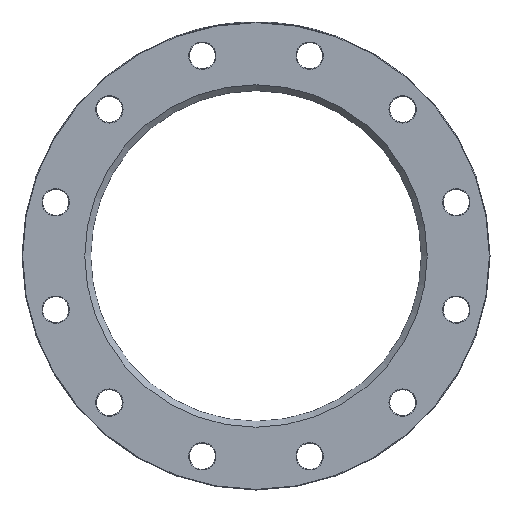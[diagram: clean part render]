
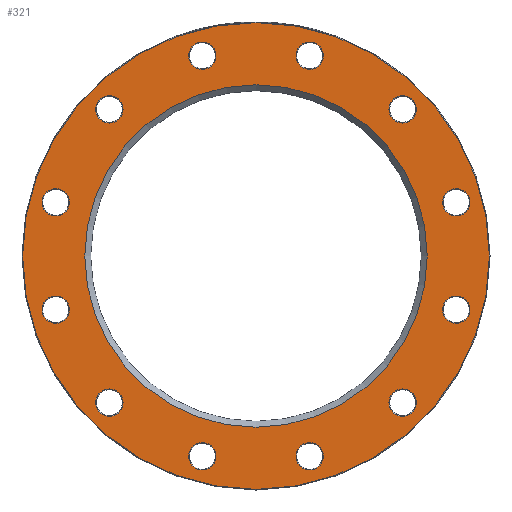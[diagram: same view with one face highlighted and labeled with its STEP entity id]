
A CAD part, left-side view. The second image highlights one B-rep face of the part: STEP entity #321.
In plain terms, the highlighted planar face has unit normal (-1, 0, 0).
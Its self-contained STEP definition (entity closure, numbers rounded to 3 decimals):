
#47 = AXIS2_PLACEMENT_3D ( 'NONE', #4711, #7035, #1336 ) ;
#61 = VERTEX_POINT ( 'NONE', #1740 ) ;
#78 = EDGE_LOOP ( 'NONE', ( #4632 ) ) ;
#252 = VERTEX_POINT ( 'NONE', #3026 ) ;
#280 = EDGE_LOOP ( 'NONE', ( #2959 ) ) ;
#286 = DIRECTION ( 'NONE',  ( 0., 0., -1. ) ) ;
#287 = CARTESIAN_POINT ( 'NONE',  ( 0., -123.744, 112.244 ) ) ;
#321 = ADVANCED_FACE ( 'NONE', ( #4970, #480, #2192, #7216, #6144, #6699, #1630, #6109, #2624, #2156, #7253, #4407, #519, #4894 ), #6073, .F. ) ;
#443 = EDGE_CURVE ( 'NONE', #4374, #4374, #5609, .T. ) ;
#480 = FACE_OUTER_BOUND ( 'NONE', #78, .T. ) ;
#486 = ORIENTED_EDGE ( 'NONE', *, *, #6456, .T. ) ;
#519 = FACE_BOUND ( 'NONE', #1671, .T. ) ;
#587 = DIRECTION ( 'NONE',  ( 0., 0., -1. ) ) ;
#638 = EDGE_CURVE ( 'NONE', #934, #934, #992, .T. ) ;
#662 = EDGE_CURVE ( 'NONE', #61, #61, #1347, .T. ) ;
#675 = DIRECTION ( 'NONE',  ( -1., 0., 0. ) ) ;
#682 = EDGE_LOOP ( 'NONE', ( #756 ) ) ;
#692 = DIRECTION ( 'NONE',  ( 0., 0., -1. ) ) ;
#756 = ORIENTED_EDGE ( 'NONE', *, *, #5261, .T. ) ;
#813 = DIRECTION ( 'NONE',  ( 0., 0., -1. ) ) ;
#885 = CARTESIAN_POINT ( 'NONE',  ( 0., 123.744, 123.744 ) ) ;
#934 = VERTEX_POINT ( 'NONE', #6589 ) ;
#970 = AXIS2_PLACEMENT_3D ( 'NONE', #3673, #5538, #1014 ) ;
#992 = CIRCLE ( 'NONE', #3955, 11.5 ) ;
#1014 = DIRECTION ( 'NONE',  ( 0., 0., -1. ) ) ;
#1048 = CIRCLE ( 'NONE', #1171, 11.5 ) ;
#1074 = DIRECTION ( 'NONE',  ( 1., 0., 0. ) ) ;
#1171 = AXIS2_PLACEMENT_3D ( 'NONE', #6388, #5213, #692 ) ;
#1336 = DIRECTION ( 'NONE',  ( 0., 0., -1. ) ) ;
#1347 = CIRCLE ( 'NONE', #5136, 11.5 ) ;
#1398 = CIRCLE ( 'NONE', #5544, 11.5 ) ;
#1410 = AXIS2_PLACEMENT_3D ( 'NONE', #5746, #675, #6411 ) ;
#1413 = CARTESIAN_POINT ( 'NONE',  ( 0., 45.293, 169.037 ) ) ;
#1437 = DIRECTION ( 'NONE',  ( 0., 0., -1. ) ) ;
#1441 = VERTEX_POINT ( 'NONE', #2988 ) ;
#1520 = CARTESIAN_POINT ( 'NONE',  ( 0., 139.5, 0. ) ) ;
#1573 = EDGE_LOOP ( 'NONE', ( #3206 ) ) ;
#1628 = DIRECTION ( 'NONE',  ( 0., 0., -1. ) ) ;
#1630 = FACE_BOUND ( 'NONE', #5777, .T. ) ;
#1662 = EDGE_CURVE ( 'NONE', #6318, #6318, #7271, .T. ) ;
#1671 = EDGE_LOOP ( 'NONE', ( #7124 ) ) ;
#1672 = CARTESIAN_POINT ( 'NONE',  ( 0., -45.293, -180.537 ) ) ;
#1740 = CARTESIAN_POINT ( 'NONE',  ( 0., 169.037, -56.793 ) ) ;
#1758 = CIRCLE ( 'NONE', #5899, 11.5 ) ;
#1776 = CARTESIAN_POINT ( 'NONE',  ( 0., 169.037, 33.793 ) ) ;
#1844 = CARTESIAN_POINT ( 'NONE',  ( 0., -123.744, -123.744 ) ) ;
#1849 = VERTEX_POINT ( 'NONE', #6282 ) ;
#1857 = EDGE_LOOP ( 'NONE', ( #5375 ) ) ;
#1919 = CARTESIAN_POINT ( 'NONE',  ( 0., 0., 0. ) ) ;
#1960 = DIRECTION ( 'NONE',  ( 1., 0., 0. ) ) ;
#1986 = AXIS2_PLACEMENT_3D ( 'NONE', #1919, #3564, #4211 ) ;
#2001 = CARTESIAN_POINT ( 'NONE',  ( 0., -169.037, -45.293 ) ) ;
#2098 = EDGE_CURVE ( 'NONE', #1849, #1849, #4938, .T. ) ;
#2156 = FACE_BOUND ( 'NONE', #2699, .T. ) ;
#2192 = FACE_BOUND ( 'NONE', #6169, .T. ) ;
#2253 = DIRECTION ( 'NONE',  ( 0., 0., -1. ) ) ;
#2420 = EDGE_CURVE ( 'NONE', #6839, #6839, #2852, .T. ) ;
#2448 = EDGE_LOOP ( 'NONE', ( #4318 ) ) ;
#2510 = CARTESIAN_POINT ( 'NONE',  ( 0., -169.037, -56.793 ) ) ;
#2555 = DIRECTION ( 'NONE',  ( 1., 0., 0. ) ) ;
#2558 = EDGE_LOOP ( 'NONE', ( #6935 ) ) ;
#2624 = FACE_BOUND ( 'NONE', #1857, .T. ) ;
#2643 = AXIS2_PLACEMENT_3D ( 'NONE', #6179, #5699, #587 ) ;
#2699 = EDGE_LOOP ( 'NONE', ( #3368 ) ) ;
#2732 = CARTESIAN_POINT ( 'NONE',  ( 0., -123.744, 123.744 ) ) ;
#2830 = CARTESIAN_POINT ( 'NONE',  ( 0., 169.037, -45.293 ) ) ;
#2852 = CIRCLE ( 'NONE', #970, 11.5 ) ;
#2959 = ORIENTED_EDGE ( 'NONE', *, *, #5355, .T. ) ;
#2963 = CIRCLE ( 'NONE', #5939, 11.5 ) ;
#2988 = CARTESIAN_POINT ( 'NONE',  ( 0., -123.744, -135.244 ) ) ;
#3026 = CARTESIAN_POINT ( 'NONE',  ( 0., 0., -197. ) ) ;
#3064 = DIRECTION ( 'NONE',  ( 1., 0., 0. ) ) ;
#3206 = ORIENTED_EDGE ( 'NONE', *, *, #7282, .T. ) ;
#3317 = DIRECTION ( 'NONE',  ( 1., 0., 0. ) ) ;
#3368 = ORIENTED_EDGE ( 'NONE', *, *, #443, .T. ) ;
#3544 = AXIS2_PLACEMENT_3D ( 'NONE', #885, #1960, #1437 ) ;
#3564 = DIRECTION ( 'NONE',  ( 1., 0., 0. ) ) ;
#3611 = VERTEX_POINT ( 'NONE', #2510 ) ;
#3673 = CARTESIAN_POINT ( 'NONE',  ( 0., -169.037, 45.293 ) ) ;
#3681 = EDGE_LOOP ( 'NONE', ( #6078 ) ) ;
#3689 = CARTESIAN_POINT ( 'NONE',  ( 0., 45.293, -180.537 ) ) ;
#3919 = AXIS2_PLACEMENT_3D ( 'NONE', #1413, #2555, #5853 ) ;
#3955 = AXIS2_PLACEMENT_3D ( 'NONE', #7285, #6792, #2253 ) ;
#4085 = EDGE_LOOP ( 'NONE', ( #4870 ) ) ;
#4094 = DIRECTION ( 'NONE',  ( 0., 0., -1. ) ) ;
#4098 = VERTEX_POINT ( 'NONE', #5805 ) ;
#4140 = CARTESIAN_POINT ( 'NONE',  ( 0., 45.293, 157.537 ) ) ;
#4211 = DIRECTION ( 'NONE',  ( 0., 0., -1. ) ) ;
#4318 = ORIENTED_EDGE ( 'NONE', *, *, #1662, .T. ) ;
#4374 = VERTEX_POINT ( 'NONE', #1672 ) ;
#4407 = FACE_BOUND ( 'NONE', #280, .T. ) ;
#4538 = AXIS2_PLACEMENT_3D ( 'NONE', #1520, #1074, #5010 ) ;
#4575 = DIRECTION ( 'NONE',  ( 0., 0., -1. ) ) ;
#4599 = CIRCLE ( 'NONE', #1410, 197. ) ;
#4632 = ORIENTED_EDGE ( 'NONE', *, *, #5876, .T. ) ;
#4698 = DIRECTION ( 'NONE',  ( 1., 0., 0. ) ) ;
#4700 = CARTESIAN_POINT ( 'NONE',  ( 0., 123.744, 112.244 ) ) ;
#4711 = CARTESIAN_POINT ( 'NONE',  ( 0., 169.037, 45.293 ) ) ;
#4870 = ORIENTED_EDGE ( 'NONE', *, *, #6567, .T. ) ;
#4894 = FACE_BOUND ( 'NONE', #2448, .T. ) ;
#4938 = CIRCLE ( 'NONE', #1986, 144.5 ) ;
#4970 = FACE_BOUND ( 'NONE', #3681, .T. ) ;
#4977 = ORIENTED_EDGE ( 'NONE', *, *, #2420, .T. ) ;
#5007 = DIRECTION ( 'NONE',  ( 1., 0., 0. ) ) ;
#5010 = DIRECTION ( 'NONE',  ( 0., 0., -1. ) ) ;
#5136 = AXIS2_PLACEMENT_3D ( 'NONE', #2830, #3317, #4575 ) ;
#5213 = DIRECTION ( 'NONE',  ( 1., 0., 0. ) ) ;
#5261 = EDGE_CURVE ( 'NONE', #5293, #5293, #1398, .T. ) ;
#5293 = VERTEX_POINT ( 'NONE', #287 ) ;
#5355 = EDGE_CURVE ( 'NONE', #4098, #4098, #1048, .T. ) ;
#5375 = ORIENTED_EDGE ( 'NONE', *, *, #5688, .T. ) ;
#5538 = DIRECTION ( 'NONE',  ( 1., 0., 0. ) ) ;
#5544 = AXIS2_PLACEMENT_3D ( 'NONE', #2732, #5007, #1628 ) ;
#5578 = AXIS2_PLACEMENT_3D ( 'NONE', #2001, #4698, #286 ) ;
#5609 = CIRCLE ( 'NONE', #2643, 11.5 ) ;
#5688 = EDGE_CURVE ( 'NONE', #1441, #1441, #1758, .T. ) ;
#5693 = CIRCLE ( 'NONE', #5578, 11.5 ) ;
#5699 = DIRECTION ( 'NONE',  ( 1., 0., 0. ) ) ;
#5746 = CARTESIAN_POINT ( 'NONE',  ( 0., 0., 0. ) ) ;
#5777 = EDGE_LOOP ( 'NONE', ( #4977 ) ) ;
#5801 = CIRCLE ( 'NONE', #3544, 11.5 ) ;
#5805 = CARTESIAN_POINT ( 'NONE',  ( 0., 123.744, -135.244 ) ) ;
#5853 = DIRECTION ( 'NONE',  ( 0., 0., -1. ) ) ;
#5876 = EDGE_CURVE ( 'NONE', #252, #252, #4599, .T. ) ;
#5883 = VERTEX_POINT ( 'NONE', #3689 ) ;
#5899 = AXIS2_PLACEMENT_3D ( 'NONE', #1844, #6908, #4094 ) ;
#5939 = AXIS2_PLACEMENT_3D ( 'NONE', #5989, #3064, #813 ) ;
#5959 = VERTEX_POINT ( 'NONE', #4140 ) ;
#5989 = CARTESIAN_POINT ( 'NONE',  ( 0., 45.293, -169.037 ) ) ;
#6073 = PLANE ( 'NONE',  #4538 ) ;
#6078 = ORIENTED_EDGE ( 'NONE', *, *, #2098, .T. ) ;
#6109 = FACE_BOUND ( 'NONE', #2558, .T. ) ;
#6144 = FACE_BOUND ( 'NONE', #6253, .T. ) ;
#6169 = EDGE_LOOP ( 'NONE', ( #486 ) ) ;
#6179 = CARTESIAN_POINT ( 'NONE',  ( 0., -45.293, -169.037 ) ) ;
#6249 = CARTESIAN_POINT ( 'NONE',  ( 0., -169.037, 33.793 ) ) ;
#6253 = EDGE_LOOP ( 'NONE', ( #7255 ) ) ;
#6282 = CARTESIAN_POINT ( 'NONE',  ( 0., 0., -144.5 ) ) ;
#6318 = VERTEX_POINT ( 'NONE', #1776 ) ;
#6388 = CARTESIAN_POINT ( 'NONE',  ( 0., 123.744, -123.744 ) ) ;
#6411 = DIRECTION ( 'NONE',  ( 0., 0., -1. ) ) ;
#6456 = EDGE_CURVE ( 'NONE', #6508, #6508, #5801, .T. ) ;
#6508 = VERTEX_POINT ( 'NONE', #4700 ) ;
#6567 = EDGE_CURVE ( 'NONE', #5883, #5883, #2963, .T. ) ;
#6589 = CARTESIAN_POINT ( 'NONE',  ( 0., -45.293, 157.537 ) ) ;
#6699 = FACE_BOUND ( 'NONE', #682, .T. ) ;
#6761 = EDGE_CURVE ( 'NONE', #3611, #3611, #5693, .T. ) ;
#6792 = DIRECTION ( 'NONE',  ( 1., 0., 0. ) ) ;
#6839 = VERTEX_POINT ( 'NONE', #6249 ) ;
#6871 = CIRCLE ( 'NONE', #3919, 11.5 ) ;
#6908 = DIRECTION ( 'NONE',  ( 1., 0., 0. ) ) ;
#6935 = ORIENTED_EDGE ( 'NONE', *, *, #6761, .T. ) ;
#7035 = DIRECTION ( 'NONE',  ( 1., 0., 0. ) ) ;
#7124 = ORIENTED_EDGE ( 'NONE', *, *, #662, .T. ) ;
#7216 = FACE_BOUND ( 'NONE', #1573, .T. ) ;
#7253 = FACE_BOUND ( 'NONE', #4085, .T. ) ;
#7255 = ORIENTED_EDGE ( 'NONE', *, *, #638, .T. ) ;
#7271 = CIRCLE ( 'NONE', #47, 11.5 ) ;
#7282 = EDGE_CURVE ( 'NONE', #5959, #5959, #6871, .T. ) ;
#7285 = CARTESIAN_POINT ( 'NONE',  ( 0., -45.293, 169.037 ) ) ;
